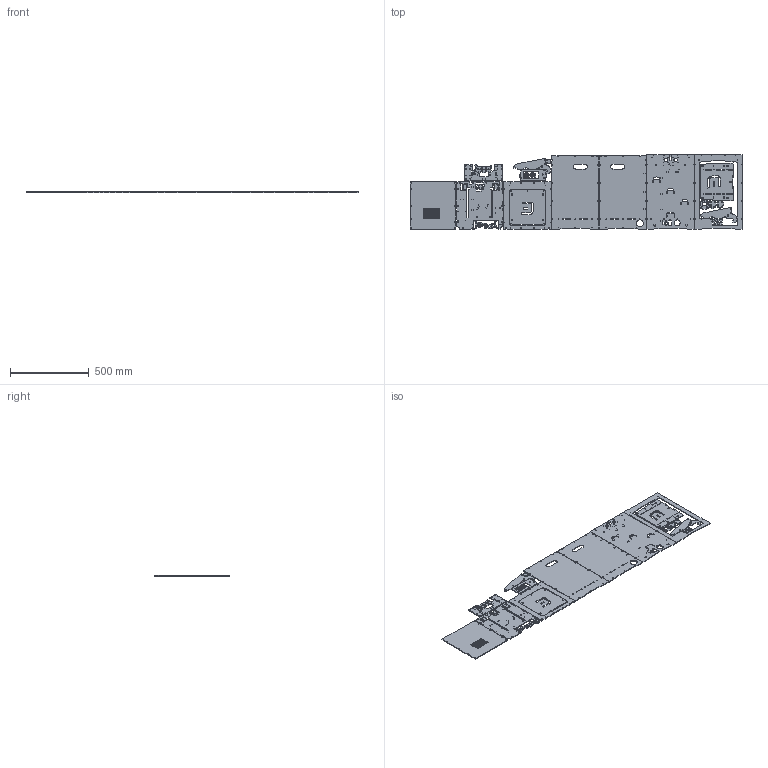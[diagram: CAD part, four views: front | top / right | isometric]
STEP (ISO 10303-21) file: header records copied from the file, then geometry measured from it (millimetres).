
FILE_DESCRIPTION(/* description */ (''),/* implementation_level */ '2;1');
FILE_NAME(/* name */ 'Laser_layout.step',/* time_stamp */ '2017-05-03T16:59:01+02:00',/* author */ (''),/* organization */ (''),/* preprocessor_version */ 'ST-DEVELOPER v16.13',/* originating_system */ 'Autodesk Translation Framework v6.1.1.50',/* authorisation */ '');
FILE_SCHEMA (('AUTOMOTIVE_DESIGN { 1 0 10303 214 3 1 1 }'));
Products named in the file (21): Laser_layout v18; case_display v3; z_sled_back v2; z_sled_main v2; z_motor_mount_main v3; case_left v4; case_floor v5; z_sled_support v2; z_motor_mount_support v2; bed_carrier v6; case_front v4; case_right v3; case_top v7; case_bottom v4; case_back v7; z_nut_holder v3; spool_holder_support v2; case_display_tilter v3; 5mm_spacer v2; test_edge v2; spool_holder_main v2
Assembly tree (45 placements, depth 2):
  Laser_layout v18
    case_display_tilter v3  x2
    case_display v3
    z_sled_back v2
    z_sled_support v2  x2
    z_sled_main v2
    5mm_spacer v2  x17
    spool_holder_support v2  x2
    test_edge v2  x4
    z_motor_mount_support v2  x2
    z_motor_mount_main v3
    z_nut_holder v3  x2
    case_left v4
    case_floor v5
    bed_carrier v6
    case_front v4
    case_right v3
    case_top v7
    case_bottom v4
    case_back v7
    spool_holder_main v2  x2
Bounding box: 2102 x 471.8 x 7.51 mm (x, y, z)
Volume: 3964330.2 mm3; surface area: 1748460.5 mm2
Topology: 45 solids, 45 shells, 2656 faces, 7727 edges, 5161 vertices
Faces by surface type: plane 2222, cylinder 434
Full cylindrical faces by diameter (mm): 2.4 x5, 2.5 x8, 3 x5, 3.2 x140, 3.3 x17, 3.6 x3, 4 x8, 5 x16, 7 x18, 8 x1, 10 x2, 10.6 x2, 22 x2, 25 x1, 38 x1, 44 x1
Entity records: 70409 total; most frequent: CARTESIAN_POINT 12332, ORIENTED_EDGE 12030, DIRECTION 11067, EDGE_CURVE 6015, LINE 5305, VECTOR 5305, VERTEX_POINT 4136, EDGE_LOOP 2921
